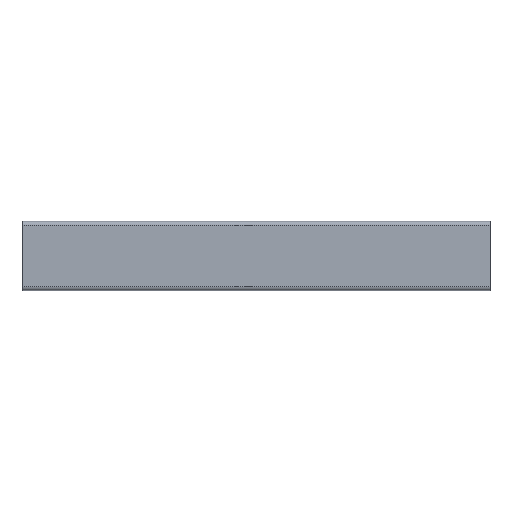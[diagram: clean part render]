
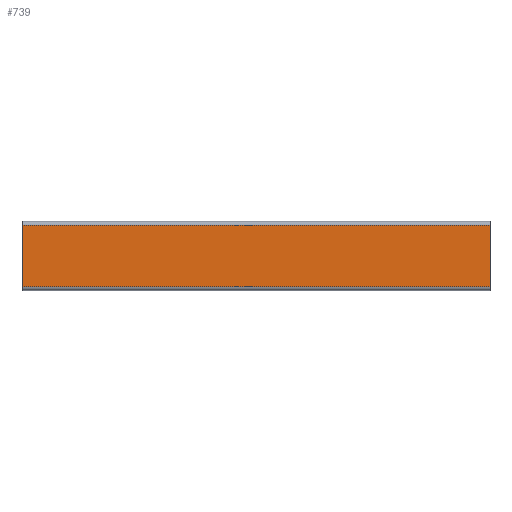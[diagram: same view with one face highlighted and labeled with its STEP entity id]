
A CAD part, top view. The second image highlights one B-rep face of the part: STEP entity #739.
In plain terms, the highlighted planar face has unit normal (0, 0, 1).
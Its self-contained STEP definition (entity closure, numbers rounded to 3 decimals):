
#41=PLANE('',#794);
#77=FACE_OUTER_BOUND('',#114,.T.);
#114=EDGE_LOOP('',(#613,#614,#615,#616));
#199=LINE('',#1190,#286);
#200=LINE('',#1193,#287);
#201=LINE('',#1195,#288);
#202=LINE('',#1196,#289);
#286=VECTOR('',#975,1.);
#287=VECTOR('',#978,1.);
#288=VECTOR('',#979,1.);
#289=VECTOR('',#980,1.);
#376=VERTEX_POINT('',#1186);
#377=VERTEX_POINT('',#1188);
#378=VERTEX_POINT('',#1192);
#379=VERTEX_POINT('',#1194);
#477=EDGE_CURVE('',#376,#377,#199,.T.);
#478=EDGE_CURVE('',#378,#376,#200,.T.);
#479=EDGE_CURVE('',#379,#377,#201,.T.);
#480=EDGE_CURVE('',#378,#379,#202,.T.);
#613=ORIENTED_EDGE('',*,*,#478,.T.);
#614=ORIENTED_EDGE('',*,*,#477,.T.);
#615=ORIENTED_EDGE('',*,*,#479,.F.);
#616=ORIENTED_EDGE('',*,*,#480,.F.);
#739=ADVANCED_FACE('',(#77),#41,.T.);
#794=AXIS2_PLACEMENT_3D('',#1191,#976,#977);
#975=DIRECTION('',(1.,0.,0.));
#976=DIRECTION('center_axis',(0.,0.,1.));
#977=DIRECTION('ref_axis',(0.,-1.,0.));
#978=DIRECTION('',(0.,-1.,0.));
#979=DIRECTION('',(0.,-1.,0.));
#980=DIRECTION('',(1.,0.,0.));
#1186=CARTESIAN_POINT('',(0.,2.5,18.5));
#1188=CARTESIAN_POINT('',(304.8,2.5,18.5));
#1190=CARTESIAN_POINT('',(0.,2.5,18.5));
#1191=CARTESIAN_POINT('Origin',(0.,42.5,18.5));
#1192=CARTESIAN_POINT('',(0.,42.5,18.5));
#1193=CARTESIAN_POINT('',(0.,42.5,18.5));
#1194=CARTESIAN_POINT('',(304.8,42.5,18.5));
#1195=CARTESIAN_POINT('',(304.8,42.5,18.5));
#1196=CARTESIAN_POINT('',(0.,42.5,18.5));
